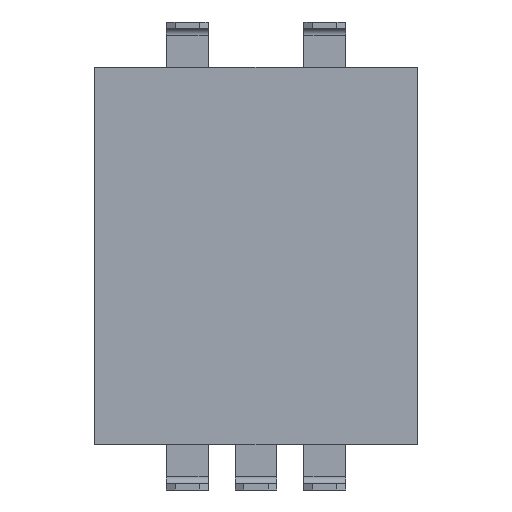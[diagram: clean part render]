
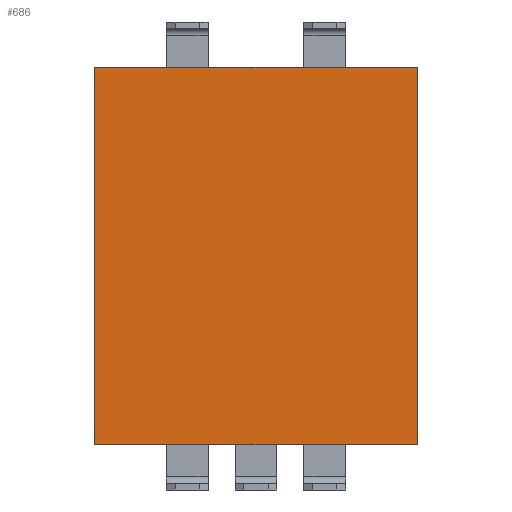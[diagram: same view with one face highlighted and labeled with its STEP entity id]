
A CAD part, front view. The second image highlights one B-rep face of the part: STEP entity #686.
In plain terms, the highlighted planar face has unit normal (0, -1, 0).
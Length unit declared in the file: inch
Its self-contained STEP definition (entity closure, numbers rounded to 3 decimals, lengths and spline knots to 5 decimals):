
#251 = AXIS2_PLACEMENT_3D ( 'NONE', #1350, #708, #698 ) ;
#257 = LINE ( 'NONE', #1644, #1251 ) ;
#327 = DIRECTION ( 'NONE',  ( 0., 0., 1. ) ) ;
#403 = CARTESIAN_POINT ( 'NONE',  ( 0., 0., 0. ) ) ;
#415 = ORIENTED_EDGE ( 'NONE', *, *, #2292, .F. ) ;
#432 = CARTESIAN_POINT ( 'NONE',  ( 0.462, 0., 0. ) ) ;
#478 = VERTEX_POINT ( 'NONE', #1446 ) ;
#552 = VERTEX_POINT ( 'NONE', #1497 ) ;
#638 = ORIENTED_EDGE ( 'NONE', *, *, #2685, .F. ) ;
#645 = CARTESIAN_POINT ( 'NONE',  ( 0., 0., -0.54 ) ) ;
#677 = ORIENTED_EDGE ( 'NONE', *, *, #2369, .F. ) ;
#686 = ADVANCED_FACE ( 'NONE', ( #1875 ), #1105, .T. ) ;
#698 = DIRECTION ( 'NONE',  ( 0., 0., -1. ) ) ;
#708 = DIRECTION ( 'NONE',  ( 0., -1., 0. ) ) ;
#948 = VECTOR ( 'NONE', #2611, 39.37008 ) ;
#1080 = DIRECTION ( 'NONE',  ( -1., 0., 0. ) ) ;
#1105 = PLANE ( 'NONE',  #251 ) ;
#1131 = CARTESIAN_POINT ( 'NONE',  ( 0.462, 0., -0.54 ) ) ;
#1246 = VERTEX_POINT ( 'NONE', #1960 ) ;
#1251 = VECTOR ( 'NONE', #327, 39.37008 ) ;
#1255 = LINE ( 'NONE', #645, #2305 ) ;
#1350 = CARTESIAN_POINT ( 'NONE',  ( 0., 0., 0. ) ) ;
#1426 = VECTOR ( 'NONE', #1937, 39.37008 ) ;
#1446 = CARTESIAN_POINT ( 'NONE',  ( 0., 0., 0. ) ) ;
#1497 = CARTESIAN_POINT ( 'NONE',  ( 0.462, 0., 0. ) ) ;
#1644 = CARTESIAN_POINT ( 'NONE',  ( 0., 0., 0. ) ) ;
#1847 = ORIENTED_EDGE ( 'NONE', *, *, #2402, .F. ) ;
#1875 = FACE_OUTER_BOUND ( 'NONE', #2144, .T. ) ;
#1937 = DIRECTION ( 'NONE',  ( 1., 0., 0. ) ) ;
#1960 = CARTESIAN_POINT ( 'NONE',  ( 0., 0., -0.54 ) ) ;
#2144 = EDGE_LOOP ( 'NONE', ( #638, #1847, #677, #415 ) ) ;
#2292 = EDGE_CURVE ( 'NONE', #478, #552, #2583, .T. ) ;
#2305 = VECTOR ( 'NONE', #1080, 39.37008 ) ;
#2369 = EDGE_CURVE ( 'NONE', #552, #2538, #2677, .T. ) ;
#2402 = EDGE_CURVE ( 'NONE', #2538, #1246, #1255, .T. ) ;
#2538 = VERTEX_POINT ( 'NONE', #1131 ) ;
#2583 = LINE ( 'NONE', #403, #1426 ) ;
#2611 = DIRECTION ( 'NONE',  ( 0., 0., -1. ) ) ;
#2677 = LINE ( 'NONE', #432, #948 ) ;
#2685 = EDGE_CURVE ( 'NONE', #1246, #478, #257, .T. ) ;
